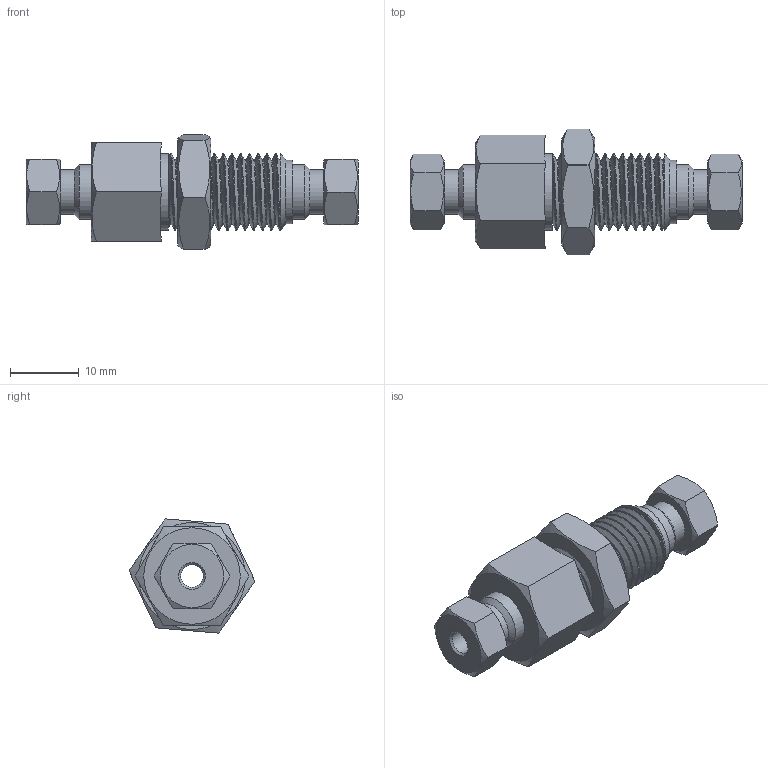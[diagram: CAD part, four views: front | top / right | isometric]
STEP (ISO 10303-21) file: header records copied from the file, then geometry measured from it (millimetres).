
FILE_DESCRIPTION((''),'2;1');
FILE_NAME('305210-ZBU2T Bulkhead internal union.stp','2013-08-23T14:40:42',('Franzp'),(''),'Autodesk Inventor 2013','Autodesk Inventor 2013','');
FILE_SCHEMA(('AUTOMOTIVE_DESIGN { 1 0 10303 214 1 1 1 1 }'));
Length unit declared in the file: millimetre
Products named in the file (3): 315200; 315210; 310536
Assembly tree (2 placements, depth 2):
  315200
    315210
    310536
Bounding box: 48.17 x 18.26 x 16.58 mm (x, y, z)
Volume: 646.4 mm3; surface area: 4729.5 mm2
Topology: 1 solids, 6 shells, 77 faces, 193 edges, 121 vertices
Faces by surface type: plane 36, cone 17, cylinder 17, bspline 6, torus 1
Full cylindrical faces by diameter (mm): 3.3 x2, 6.477 x2, 7.938 x2, 9.229 x2, 9.271 x1, 9.728 x1, 11.113 x1
Entity records: 8355 total; most frequent: CARTESIAN_POINT 6663, DIRECTION 302, ORIENTED_EDGE 292, EDGE_CURVE 157, AXIS2_PLACEMENT_3D 136, EDGE_LOOP 118, VERTEX_POINT 114, FACE_OUTER_BOUND 77
